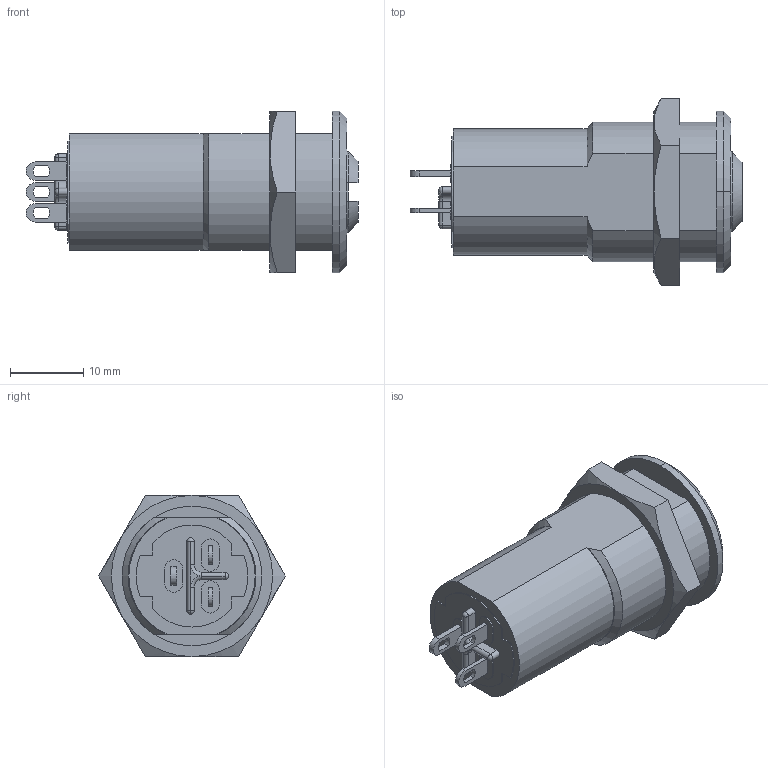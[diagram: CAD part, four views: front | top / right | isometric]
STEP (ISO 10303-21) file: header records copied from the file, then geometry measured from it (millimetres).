
FILE_DESCRIPTION (( 'STEP AP203' ), '1' );
FILE_NAME ('sone3D.STEP', '2017-04-06T00:07:28', ( '' ), ( '' ), 'SwSTEP 2.0', 'SolidWorks 2014', '' );
FILE_SCHEMA (( 'CONFIG_CONTROL_DESIGN' ));
Length unit declared in the file: millimetre
Products named in the file (4): S-430-90_ローター; S-430-90_六角ナット; sone3D; S-430-90_ハウジング_S-430-90-B-1_
Assembly tree (3 placements, depth 2):
  sone3D
    S-430-90_ハウジング_S-430-90-B-1_
    S-430-90_ローター
    S-430-90_六角ナット
Bounding box: 45.2 x 25.4 x 22 mm (x, y, z)
Volume: 8067.3 mm3; surface area: 6272.1 mm2
Topology: 3 solids, 3 shells, 152 faces, 382 edges, 245 vertices
Faces by surface type: plane 76, cylinder 62, cone 8, sphere 4, torus 2
Entity records: 5007 total; most frequent: CARTESIAN_POINT 870, DIRECTION 813, ORIENTED_EDGE 752, EDGE_CURVE 376, AXIS2_PLACEMENT_3D 295, VERTEX_POINT 244, VECTOR 223, LINE 223
